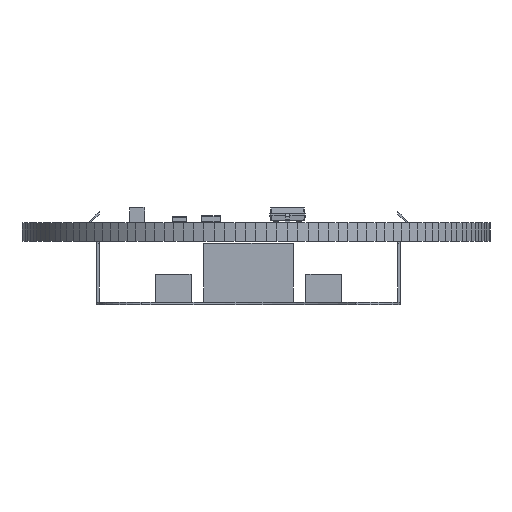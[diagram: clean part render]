
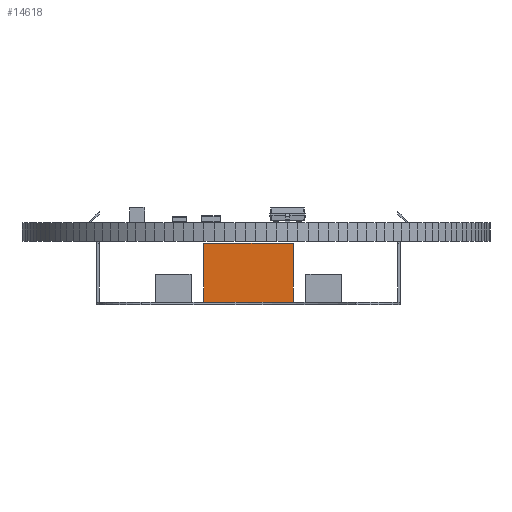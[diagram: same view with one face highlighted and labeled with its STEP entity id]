
A CAD part, left-side view. The second image highlights one B-rep face of the part: STEP entity #14618.
In plain terms, the highlighted face is planar.
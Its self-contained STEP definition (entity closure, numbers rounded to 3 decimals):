
#11205 = PLANE('',#11206);
#11206 = AXIS2_PLACEMENT_3D('',#11207,#11208,#11209);
#11207 = CARTESIAN_POINT('',(0.,0.,5.08));
#11208 = DIRECTION('',(0.,0.,1.));
#11209 = DIRECTION('',(-1.,0.,0.));
#11451 = VERTEX_POINT('',#11452);
#11452 = CARTESIAN_POINT('',(3.785,11.105,5.08));
#11466 = PLANE('',#11467);
#11467 = AXIS2_PLACEMENT_3D('',#11468,#11469,#11470);
#11468 = CARTESIAN_POINT('',(3.785,11.105,0.1));
#11469 = DIRECTION('',(-1.,0.,0.));
#11470 = DIRECTION('',(0.,1.,0.));
#11478 = EDGE_CURVE('',#11451,#11479,#11481,.T.);
#11479 = VERTEX_POINT('',#11480);
#11480 = CARTESIAN_POINT('',(-3.785,11.105,5.08));
#11481 = SURFACE_CURVE('',#11482,(#11486,#11493),.PCURVE_S1.);
#11482 = LINE('',#11483,#11484);
#11483 = CARTESIAN_POINT('',(-1.893,11.105,5.08));
#11484 = VECTOR('',#11485,1.);
#11485 = DIRECTION('',(-1.,0.,0.));
#11486 = PCURVE('',#11205,#11487);
#11487 = DEFINITIONAL_REPRESENTATION('',(#11488),#11492);
#11488 = LINE('',#11489,#11490);
#11489 = CARTESIAN_POINT('',(1.893,-11.105));
#11490 = VECTOR('',#11491,1.);
#11491 = DIRECTION('',(1.,0.));
#11492 = ( GEOMETRIC_REPRESENTATION_CONTEXT(2) 
PARAMETRIC_REPRESENTATION_CONTEXT() REPRESENTATION_CONTEXT('2D SPACE',''
  ) );
#11493 = PCURVE('',#11494,#11499);
#11494 = PLANE('',#11495);
#11495 = AXIS2_PLACEMENT_3D('',#11496,#11497,#11498);
#11496 = CARTESIAN_POINT('',(-3.785,11.105,0.1));
#11497 = DIRECTION('',(0.,1.,0.));
#11498 = DIRECTION('',(1.,0.,0.));
#11499 = DEFINITIONAL_REPRESENTATION('',(#11500),#11504);
#11500 = LINE('',#11501,#11502);
#11501 = CARTESIAN_POINT('',(1.893,-4.98));
#11502 = VECTOR('',#11503,1.);
#11503 = DIRECTION('',(-1.,0.));
#11504 = ( GEOMETRIC_REPRESENTATION_CONTEXT(2) 
PARAMETRIC_REPRESENTATION_CONTEXT() REPRESENTATION_CONTEXT('2D SPACE',''
  ) );
#11522 = PLANE('',#11523);
#11523 = AXIS2_PLACEMENT_3D('',#11524,#11525,#11526);
#11524 = CARTESIAN_POINT('',(-3.785,11.305,0.1));
#11525 = DIRECTION('',(1.,0.,0.));
#11526 = DIRECTION('',(0.,-1.,0.));
#14483 = PLANE('',#14484);
#14484 = AXIS2_PLACEMENT_3D('',#14485,#14486,#14487);
#14485 = CARTESIAN_POINT('',(0.,11.205,0.1));
#14486 = DIRECTION('',(0.,0.,1.));
#14487 = DIRECTION('',(-1.,0.,0.));
#14574 = VERTEX_POINT('',#14575);
#14575 = CARTESIAN_POINT('',(-3.785,11.105,0.1));
#14598 = EDGE_CURVE('',#14574,#11479,#14599,.T.);
#14599 = SURFACE_CURVE('',#14600,(#14604,#14611),.PCURVE_S1.);
#14600 = LINE('',#14601,#14602);
#14601 = CARTESIAN_POINT('',(-3.785,11.105,0.1));
#14602 = VECTOR('',#14603,1.);
#14603 = DIRECTION('',(0.,0.,1.));
#14604 = PCURVE('',#11522,#14605);
#14605 = DEFINITIONAL_REPRESENTATION('',(#14606),#14610);
#14606 = LINE('',#14607,#14608);
#14607 = CARTESIAN_POINT('',(0.2,0.));
#14608 = VECTOR('',#14609,1.);
#14609 = DIRECTION('',(0.,-1.));
#14610 = ( GEOMETRIC_REPRESENTATION_CONTEXT(2) 
PARAMETRIC_REPRESENTATION_CONTEXT() REPRESENTATION_CONTEXT('2D SPACE',''
  ) );
#14611 = PCURVE('',#11494,#14612);
#14612 = DEFINITIONAL_REPRESENTATION('',(#14613),#14617);
#14613 = LINE('',#14614,#14615);
#14614 = CARTESIAN_POINT('',(0.,0.));
#14615 = VECTOR('',#14616,1.);
#14616 = DIRECTION('',(0.,-1.));
#14617 = ( GEOMETRIC_REPRESENTATION_CONTEXT(2) 
PARAMETRIC_REPRESENTATION_CONTEXT() REPRESENTATION_CONTEXT('2D SPACE',''
  ) );
#14618 = ADVANCED_FACE('',(#14619),#11494,.F.);
#14619 = FACE_BOUND('',#14620,.F.);
#14620 = EDGE_LOOP('',(#14621,#14644,#14645,#14646));
#14621 = ORIENTED_EDGE('',*,*,#14622,.F.);
#14622 = EDGE_CURVE('',#14574,#14623,#14625,.T.);
#14623 = VERTEX_POINT('',#14624);
#14624 = CARTESIAN_POINT('',(3.785,11.105,0.1));
#14625 = SURFACE_CURVE('',#14626,(#14630,#14637),.PCURVE_S1.);
#14626 = LINE('',#14627,#14628);
#14627 = CARTESIAN_POINT('',(-3.785,11.105,0.1));
#14628 = VECTOR('',#14629,1.);
#14629 = DIRECTION('',(1.,0.,0.));
#14630 = PCURVE('',#11494,#14631);
#14631 = DEFINITIONAL_REPRESENTATION('',(#14632),#14636);
#14632 = LINE('',#14633,#14634);
#14633 = CARTESIAN_POINT('',(0.,0.));
#14634 = VECTOR('',#14635,1.);
#14635 = DIRECTION('',(1.,0.));
#14636 = ( GEOMETRIC_REPRESENTATION_CONTEXT(2) 
PARAMETRIC_REPRESENTATION_CONTEXT() REPRESENTATION_CONTEXT('2D SPACE',''
  ) );
#14637 = PCURVE('',#14483,#14638);
#14638 = DEFINITIONAL_REPRESENTATION('',(#14639),#14643);
#14639 = LINE('',#14640,#14641);
#14640 = CARTESIAN_POINT('',(3.785,0.1));
#14641 = VECTOR('',#14642,1.);
#14642 = DIRECTION('',(-1.,0.));
#14643 = ( GEOMETRIC_REPRESENTATION_CONTEXT(2) 
PARAMETRIC_REPRESENTATION_CONTEXT() REPRESENTATION_CONTEXT('2D SPACE',''
  ) );
#14644 = ORIENTED_EDGE('',*,*,#14598,.T.);
#14645 = ORIENTED_EDGE('',*,*,#11478,.F.);
#14646 = ORIENTED_EDGE('',*,*,#14647,.F.);
#14647 = EDGE_CURVE('',#14623,#11451,#14648,.T.);
#14648 = SURFACE_CURVE('',#14649,(#14653,#14660),.PCURVE_S1.);
#14649 = LINE('',#14650,#14651);
#14650 = CARTESIAN_POINT('',(3.785,11.105,0.1));
#14651 = VECTOR('',#14652,1.);
#14652 = DIRECTION('',(0.,0.,1.));
#14653 = PCURVE('',#11494,#14654);
#14654 = DEFINITIONAL_REPRESENTATION('',(#14655),#14659);
#14655 = LINE('',#14656,#14657);
#14656 = CARTESIAN_POINT('',(7.57,0.));
#14657 = VECTOR('',#14658,1.);
#14658 = DIRECTION('',(0.,-1.));
#14659 = ( GEOMETRIC_REPRESENTATION_CONTEXT(2) 
PARAMETRIC_REPRESENTATION_CONTEXT() REPRESENTATION_CONTEXT('2D SPACE',''
  ) );
#14660 = PCURVE('',#11466,#14661);
#14661 = DEFINITIONAL_REPRESENTATION('',(#14662),#14666);
#14662 = LINE('',#14663,#14664);
#14663 = CARTESIAN_POINT('',(0.,0.));
#14664 = VECTOR('',#14665,1.);
#14665 = DIRECTION('',(0.,-1.));
#14666 = ( GEOMETRIC_REPRESENTATION_CONTEXT(2) 
PARAMETRIC_REPRESENTATION_CONTEXT() REPRESENTATION_CONTEXT('2D SPACE',''
  ) );
